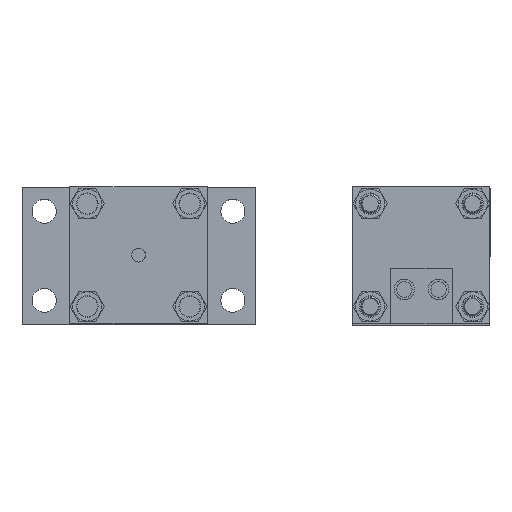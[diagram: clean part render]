
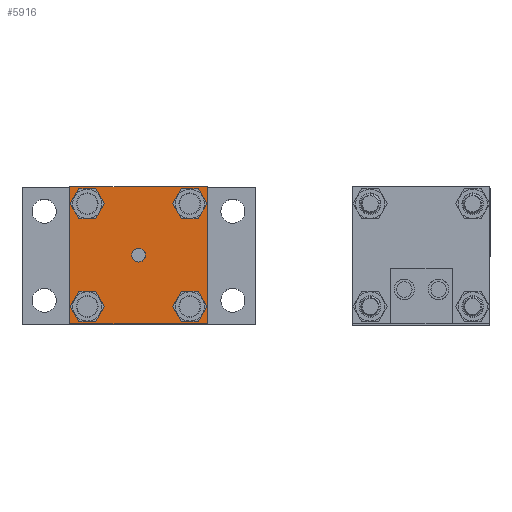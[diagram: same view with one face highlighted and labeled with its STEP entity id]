
A CAD part, top view. The second image highlights one B-rep face of the part: STEP entity #5916.
In plain terms, the highlighted planar face has unit normal (0, 0, 1).
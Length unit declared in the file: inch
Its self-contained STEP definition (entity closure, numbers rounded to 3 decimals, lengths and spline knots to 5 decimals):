
#39 = ORIENTED_EDGE ( 'NONE', *, *, #1589, .F. ) ;
#98 = CIRCLE ( 'NONE', #11562, 0.188 ) ;
#305 = CIRCLE ( 'NONE', #11771, 0.188 ) ;
#309 = LINE ( 'NONE', #8168, #4273 ) ;
#345 = VERTEX_POINT ( 'NONE', #3863 ) ;
#596 = DIRECTION ( 'NONE',  ( 1., 0., 0. ) ) ;
#674 = CARTESIAN_POINT ( 'NONE',  ( 4.96446, 9.26306, 0.5 ) ) ;
#681 = CARTESIAN_POINT ( 'NONE',  ( 5.89946, 5.57249, 0.5 ) ) ;
#718 = VERTEX_POINT ( 'NONE', #7344 ) ;
#734 = VECTOR ( 'NONE', #3037, 39.37008 ) ;
#821 = EDGE_LOOP ( 'NONE', ( #12839, #1676 ) ) ;
#875 = CARTESIAN_POINT ( 'NONE',  ( 4.64946, 9.57806, 0.5 ) ) ;
#1007 = EDGE_LOOP ( 'NONE', ( #11673, #39 ) ) ;
#1010 = DIRECTION ( 'NONE',  ( 1., 0., 0. ) ) ;
#1251 = VERTEX_POINT ( 'NONE', #3914 ) ;
#1254 = LINE ( 'NONE', #9129, #734 ) ;
#1485 = VERTEX_POINT ( 'NONE', #2161 ) ;
#1589 = EDGE_CURVE ( 'NONE', #13102, #5937, #305, .T. ) ;
#1620 = DIRECTION ( 'NONE',  ( 1., 0., 0. ) ) ;
#1676 = ORIENTED_EDGE ( 'NONE', *, *, #2498, .F. ) ;
#1808 = EDGE_LOOP ( 'NONE', ( #4729, #11183 ) ) ;
#1971 = CIRCLE ( 'NONE', #13459, 0.188 ) ;
#1973 = CARTESIAN_POINT ( 'NONE',  ( 4.64946, 7.07806, 0.5 ) ) ;
#2072 = DIRECTION ( 'NONE',  ( 1., 0., 0. ) ) ;
#2126 = CARTESIAN_POINT ( 'NONE',  ( 6.83446, 9.26306, 0.5 ) ) ;
#2161 = CARTESIAN_POINT ( 'NONE',  ( 7.14946, 9.57806, 0.5 ) ) ;
#2183 = CIRCLE ( 'NONE', #13650, 0.12655 ) ;
#2295 = AXIS2_PLACEMENT_3D ( 'NONE', #4899, #7625, #11265 ) ;
#2404 = ORIENTED_EDGE ( 'NONE', *, *, #6204, .F. ) ;
#2462 = DIRECTION ( 'NONE',  ( 1., 0., 0. ) ) ;
#2468 = DIRECTION ( 'NONE',  ( 1., 0., 0. ) ) ;
#2498 = EDGE_CURVE ( 'NONE', #1251, #12054, #12955, .T. ) ;
#2703 = EDGE_CURVE ( 'NONE', #5125, #7033, #5477, .T. ) ;
#2899 = CARTESIAN_POINT ( 'NONE',  ( 4.96446, 7.39306, 0.5 ) ) ;
#2984 = CARTESIAN_POINT ( 'NONE',  ( 7.02246, 7.39306, 0.5 ) ) ;
#3037 = DIRECTION ( 'NONE',  ( 1., 0., 0. ) ) ;
#3184 = EDGE_CURVE ( 'NONE', #7774, #13141, #12163, .T. ) ;
#3596 = ORIENTED_EDGE ( 'NONE', *, *, #9426, .F. ) ;
#3849 = VERTEX_POINT ( 'NONE', #8792 ) ;
#3863 = CARTESIAN_POINT ( 'NONE',  ( 4.77646, 9.26306, 0.5 ) ) ;
#3914 = CARTESIAN_POINT ( 'NONE',  ( 6.64646, 7.39306, 0.5 ) ) ;
#3930 = DIRECTION ( 'NONE',  ( 1., 0., 0. ) ) ;
#4224 = CARTESIAN_POINT ( 'NONE',  ( 6.64646, 9.26306, 0.5 ) ) ;
#4273 = VECTOR ( 'NONE', #2072, 39.37008 ) ;
#4476 = FACE_BOUND ( 'NONE', #821, .T. ) ;
#4597 = VERTEX_POINT ( 'NONE', #5103 ) ;
#4721 = DIRECTION ( 'NONE',  ( 1., 0., 0. ) ) ;
#4729 = ORIENTED_EDGE ( 'NONE', *, *, #12316, .F. ) ;
#4788 = CIRCLE ( 'NONE', #2295, 0.188 ) ;
#4869 = ORIENTED_EDGE ( 'NONE', *, *, #5055, .F. ) ;
#4899 = CARTESIAN_POINT ( 'NONE',  ( 4.96446, 9.26306, 0.5 ) ) ;
#5055 = EDGE_CURVE ( 'NONE', #345, #4597, #98, .T. ) ;
#5061 = EDGE_LOOP ( 'NONE', ( #13182, #4869 ) ) ;
#5103 = CARTESIAN_POINT ( 'NONE',  ( 5.15246, 9.26306, 0.5 ) ) ;
#5124 = DIRECTION ( 'NONE',  ( 0., 0., 1. ) ) ;
#5125 = VERTEX_POINT ( 'NONE', #875 ) ;
#5134 = CARTESIAN_POINT ( 'NONE',  ( 7.14946, 5.57249, 0.5 ) ) ;
#5437 = DIRECTION ( 'NONE',  ( 0., 0., 1. ) ) ;
#5477 = LINE ( 'NONE', #13371, #10513 ) ;
#5548 = CARTESIAN_POINT ( 'NONE',  ( 4.96446, 7.39306, 0.5 ) ) ;
#5753 = ORIENTED_EDGE ( 'NONE', *, *, #8533, .T. ) ;
#5900 = AXIS2_PLACEMENT_3D ( 'NONE', #12733, #6640, #596 ) ;
#5916 = ADVANCED_FACE ( 'NONE', ( #4476, #6270, #8102, #9906, #11734, #13505 ), #6742, .T. ) ;
#5937 = VERTEX_POINT ( 'NONE', #11964 ) ;
#6204 = EDGE_CURVE ( 'NONE', #5125, #1485, #309, .T. ) ;
#6270 = FACE_BOUND ( 'NONE', #1007, .T. ) ;
#6528 = VERTEX_POINT ( 'NONE', #12259 ) ;
#6640 = DIRECTION ( 'NONE',  ( 0., 0., 1. ) ) ;
#6742 = PLANE ( 'NONE',  #13352 ) ;
#7028 = AXIS2_PLACEMENT_3D ( 'NONE', #2126, #10028, #3930 ) ;
#7033 = VERTEX_POINT ( 'NONE', #1973 ) ;
#7085 = DIRECTION ( 'NONE',  ( 0., 0., 1. ) ) ;
#7282 = DIRECTION ( 'NONE',  ( 0., -1., 0. ) ) ;
#7344 = CARTESIAN_POINT ( 'NONE',  ( 6.02601, 8.32806, 0.5 ) ) ;
#7355 = DIRECTION ( 'NONE',  ( 1., 0., 0. ) ) ;
#7625 = DIRECTION ( 'NONE',  ( 0., 0., 1. ) ) ;
#7713 = DIRECTION ( 'NONE',  ( 0., 0., 1. ) ) ;
#7774 = VERTEX_POINT ( 'NONE', #10405 ) ;
#7815 = ORIENTED_EDGE ( 'NONE', *, *, #13132, .F. ) ;
#7996 = EDGE_CURVE ( 'NONE', #5937, #13102, #9526, .T. ) ;
#8102 = FACE_BOUND ( 'NONE', #5061, .T. ) ;
#8168 = CARTESIAN_POINT ( 'NONE',  ( 5.89946, 9.57806, 0.5 ) ) ;
#8228 = ORIENTED_EDGE ( 'NONE', *, *, #3184, .F. ) ;
#8412 = EDGE_CURVE ( 'NONE', #718, #6528, #10625, .T. ) ;
#8533 = EDGE_CURVE ( 'NONE', #7033, #3849, #1254, .T. ) ;
#8542 = DIRECTION ( 'NONE',  ( 0., 0., 1. ) ) ;
#8548 = DIRECTION ( 'NONE',  ( 0., 0., 1. ) ) ;
#8792 = CARTESIAN_POINT ( 'NONE',  ( 7.14946, 7.07806, 0.5 ) ) ;
#8993 = ORIENTED_EDGE ( 'NONE', *, *, #2703, .T. ) ;
#9129 = CARTESIAN_POINT ( 'NONE',  ( 5.89946, 7.07806, 0.5 ) ) ;
#9265 = AXIS2_PLACEMENT_3D ( 'NONE', #13781, #7713, #1620 ) ;
#9274 = EDGE_LOOP ( 'NONE', ( #2404, #8993, #5753, #7815 ) ) ;
#9426 = EDGE_CURVE ( 'NONE', #13141, #7774, #1971, .T. ) ;
#9526 = CIRCLE ( 'NONE', #7028, 0.188 ) ;
#9634 = AXIS2_PLACEMENT_3D ( 'NONE', #5548, #13437, #7355 ) ;
#9906 = FACE_BOUND ( 'NONE', #12000, .T. ) ;
#10028 = DIRECTION ( 'NONE',  ( 0., 0., 1. ) ) ;
#10301 = EDGE_CURVE ( 'NONE', #4597, #345, #4788, .T. ) ;
#10405 = CARTESIAN_POINT ( 'NONE',  ( 4.77646, 7.39306, 0.5 ) ) ;
#10436 = AXIS2_PLACEMENT_3D ( 'NONE', #11548, #5437, #13330 ) ;
#10513 = VECTOR ( 'NONE', #7282, 39.37008 ) ;
#10625 = CIRCLE ( 'NONE', #5900, 0.12655 ) ;
#10802 = DIRECTION ( 'NONE',  ( 0., 0., 1. ) ) ;
#11183 = ORIENTED_EDGE ( 'NONE', *, *, #8412, .F. ) ;
#11233 = CARTESIAN_POINT ( 'NONE',  ( 6.83446, 9.26306, 0.5 ) ) ;
#11253 = LINE ( 'NONE', #5134, #13452 ) ;
#11265 = DIRECTION ( 'NONE',  ( 1., 0., 0. ) ) ;
#11548 = CARTESIAN_POINT ( 'NONE',  ( 6.83446, 7.39306, 0.5 ) ) ;
#11562 = AXIS2_PLACEMENT_3D ( 'NONE', #674, #8542, #2462 ) ;
#11673 = ORIENTED_EDGE ( 'NONE', *, *, #7996, .F. ) ;
#11734 = FACE_OUTER_BOUND ( 'NONE', #9274, .T. ) ;
#11771 = AXIS2_PLACEMENT_3D ( 'NONE', #11233, #5124, #13021 ) ;
#11809 = CIRCLE ( 'NONE', #9265, 0.188 ) ;
#11964 = CARTESIAN_POINT ( 'NONE',  ( 7.02246, 9.26306, 0.5 ) ) ;
#12000 = EDGE_LOOP ( 'NONE', ( #3596, #8228 ) ) ;
#12054 = VERTEX_POINT ( 'NONE', #2984 ) ;
#12163 = CIRCLE ( 'NONE', #9634, 0.188 ) ;
#12259 = CARTESIAN_POINT ( 'NONE',  ( 5.77291, 8.32806, 0.5 ) ) ;
#12316 = EDGE_CURVE ( 'NONE', #6528, #718, #2183, .T. ) ;
#12354 = CARTESIAN_POINT ( 'NONE',  ( 5.15246, 7.39306, 0.5 ) ) ;
#12733 = CARTESIAN_POINT ( 'NONE',  ( 5.89946, 8.32806, 0.5 ) ) ;
#12839 = ORIENTED_EDGE ( 'NONE', *, *, #13872, .F. ) ;
#12955 = CIRCLE ( 'NONE', #10436, 0.188 ) ;
#13021 = DIRECTION ( 'NONE',  ( 1., 0., 0. ) ) ;
#13036 = DIRECTION ( 'NONE',  ( 0., -1., 0. ) ) ;
#13102 = VERTEX_POINT ( 'NONE', #4224 ) ;
#13132 = EDGE_CURVE ( 'NONE', #1485, #3849, #11253, .T. ) ;
#13141 = VERTEX_POINT ( 'NONE', #12354 ) ;
#13170 = CARTESIAN_POINT ( 'NONE',  ( 5.89946, 8.32806, 0.5 ) ) ;
#13182 = ORIENTED_EDGE ( 'NONE', *, *, #10301, .F. ) ;
#13330 = DIRECTION ( 'NONE',  ( 1., 0., 0. ) ) ;
#13352 = AXIS2_PLACEMENT_3D ( 'NONE', #681, #8548, #2468 ) ;
#13371 = CARTESIAN_POINT ( 'NONE',  ( 4.64946, 5.57249, 0.5 ) ) ;
#13437 = DIRECTION ( 'NONE',  ( 0., 0., 1. ) ) ;
#13452 = VECTOR ( 'NONE', #13036, 39.37008 ) ;
#13459 = AXIS2_PLACEMENT_3D ( 'NONE', #2899, #10802, #4721 ) ;
#13505 = FACE_BOUND ( 'NONE', #1808, .T. ) ;
#13650 = AXIS2_PLACEMENT_3D ( 'NONE', #13170, #7085, #1010 ) ;
#13781 = CARTESIAN_POINT ( 'NONE',  ( 6.83446, 7.39306, 0.5 ) ) ;
#13872 = EDGE_CURVE ( 'NONE', #12054, #1251, #11809, .T. ) ;
